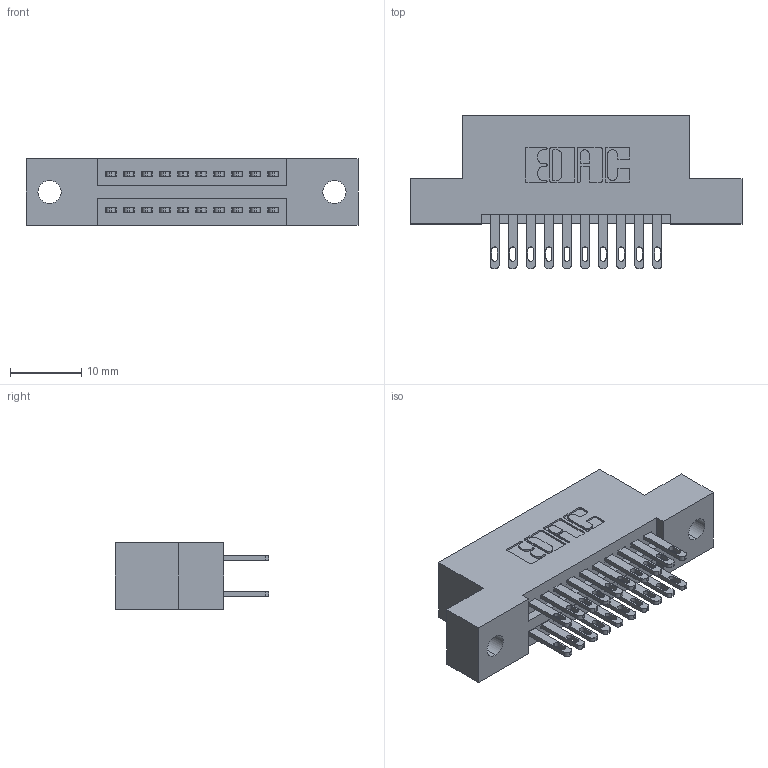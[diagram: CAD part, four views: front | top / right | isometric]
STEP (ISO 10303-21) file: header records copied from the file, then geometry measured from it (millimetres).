
FILE_DESCRIPTION (( 'STEP AP203' ), '1' );
FILE_NAME ('895-020-500-202.STEP', '2020-09-25T07:40:41', ( '' ), ( '' ), 'SwSTEP 2.0', 'SolidWorks 2020', '' );
FILE_SCHEMA (( 'CONFIG_CONTROL_DESIGN' ));
Length unit declared in the file: inch
Products named in the file (3): 845 Part_Flush Mounting Lugs - 0.128 Dia; 895-020-500-202; 345-292-001_345-293-100
Assembly tree (21 placements, depth 2):
  895-020-500-202
    845 Part_Flush Mounting Lugs - 0.128 Dia
    345-292-001_345-293-100  x20
Bounding box: 46.61 x 21.51 x 9.4 mm (x, y, z)
Volume: 4255 mm3; surface area: 5601.2 mm2
Topology: 21 solids, 21 shells, 1046 faces, 3161 edges, 2106 vertices
Faces by surface type: plane 620, cylinder 426
Entity records: 12087 total; most frequent: CARTESIAN_POINT 2056, ORIENTED_EDGE 1990, DIRECTION 1855, EDGE_CURVE 995, LINE 819, VECTOR 819, VERTEX_POINT 662, AXIS2_PLACEMENT_3D 518
